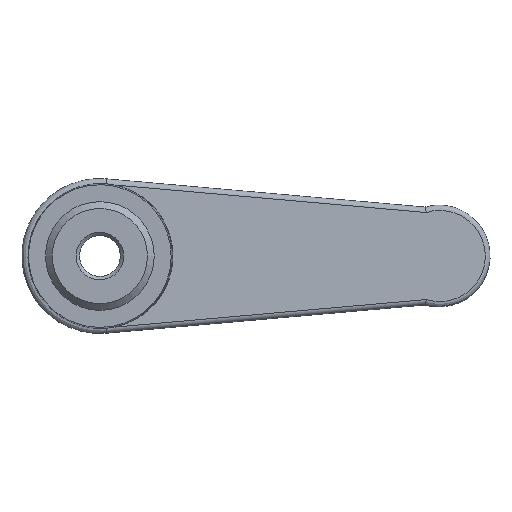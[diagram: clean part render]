
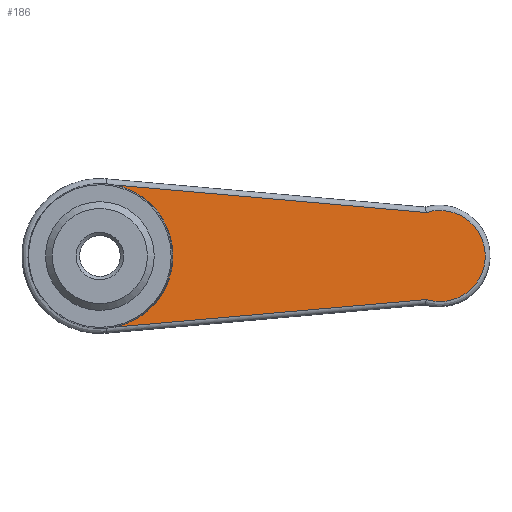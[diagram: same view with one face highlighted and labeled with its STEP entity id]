
A CAD part, front view. The second image highlights one B-rep face of the part: STEP entity #186.
In plain terms, the highlighted planar face has unit normal (0.13, -0.992, 0).
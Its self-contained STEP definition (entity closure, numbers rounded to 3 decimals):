
#147=LINE('',#916,#160);
#148=LINE('',#920,#161);
#160=VECTOR('',#763,1.);
#161=VECTOR('',#766,1.);
#173=ELLIPSE('',#676,6.769,6.711);
#174=ELLIPSE('',#677,10.759,10.667);
#186=ADVANCED_FACE('',(#267),#225,.F.);
#225=PLANE('',#678);
#267=FACE_OUTER_BOUND('',#303,.T.);
#303=EDGE_LOOP('',(#364,#365,#366,#367));
#364=ORIENTED_EDGE('',*,*,#569,.T.);
#365=ORIENTED_EDGE('',*,*,#570,.T.);
#366=ORIENTED_EDGE('',*,*,#571,.F.);
#367=ORIENTED_EDGE('',*,*,#572,.T.);
#512=VERTEX_POINT('',#914);
#513=VERTEX_POINT('',#915);
#514=VERTEX_POINT('',#917);
#515=VERTEX_POINT('',#919);
#569=EDGE_CURVE('',#512,#513,#173,.T.);
#570=EDGE_CURVE('',#513,#514,#147,.T.);
#571=EDGE_CURVE('',#515,#514,#174,.T.);
#572=EDGE_CURVE('',#515,#512,#148,.T.);
#676=AXIS2_PLACEMENT_3D('',#913,#761,#762);
#677=AXIS2_PLACEMENT_3D('',#918,#764,#765);
#678=AXIS2_PLACEMENT_3D('',#921,#767,#768);
#761=DIRECTION('',(0.13,-0.991,0.));
#762=DIRECTION('',(-0.991,-0.13,0.));
#763=DIRECTION('',(-0.988,-0.13,0.087));
#764=DIRECTION('',(0.13,-0.991,0.));
#765=DIRECTION('',(0.991,0.13,0.));
#766=DIRECTION('',(0.988,0.13,0.087));
#767=DIRECTION('',(-0.13,0.991,0.));
#768=DIRECTION('',(-0.991,-0.13,0.));
#913=CARTESIAN_POINT('',(120.043,43.953,0.));
#914=CARTESIAN_POINT('',(118.038,43.689,-6.405));
#915=CARTESIAN_POINT('',(118.038,43.689,6.405));
#916=CARTESIAN_POINT('',(70.843,37.49,10.573));
#917=CARTESIAN_POINT('',(72.242,37.674,10.449));
#918=CARTESIAN_POINT('',(70.098,37.392,0.));
#919=CARTESIAN_POINT('',(72.242,37.674,-10.449));
#920=CARTESIAN_POINT('',(117.745,43.651,-6.43));
#921=CARTESIAN_POINT('',(126.567,44.81,-90.));
